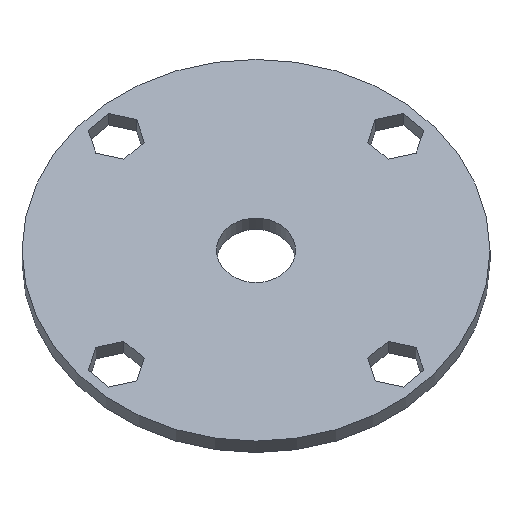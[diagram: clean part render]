
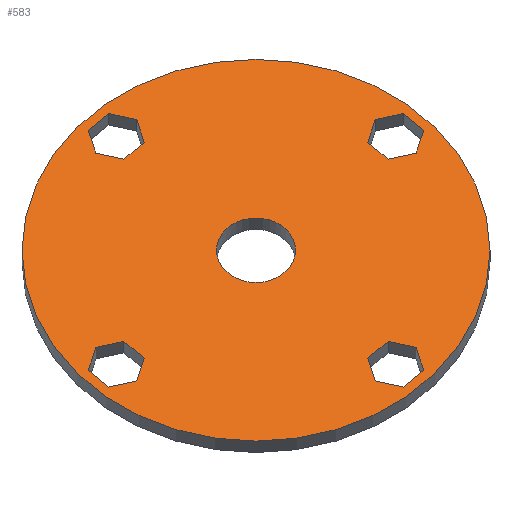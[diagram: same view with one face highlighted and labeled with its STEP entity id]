
A CAD part, top view. The second image highlights one B-rep face of the part: STEP entity #583.
In plain terms, the highlighted planar face has unit normal (0, 0.577, 0.817).
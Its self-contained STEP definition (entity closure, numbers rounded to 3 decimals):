
#15=FACE_BOUND('',#86,.T.);
#16=FACE_BOUND('',#87,.T.);
#17=FACE_BOUND('',#88,.T.);
#18=FACE_BOUND('',#89,.T.);
#19=FACE_BOUND('',#90,.T.);
#25=CIRCLE('',#606,3.);
#27=CIRCLE('',#627,17.763);
#57=FACE_OUTER_BOUND('',#85,.T.);
#85=EDGE_LOOP('',(#479));
#86=EDGE_LOOP('',(#480,#481,#482,#483,#484,#485));
#87=EDGE_LOOP('',(#486,#487,#488,#489,#490,#491));
#88=EDGE_LOOP('',(#492,#493,#494,#495,#496,#497));
#89=EDGE_LOOP('',(#498));
#90=EDGE_LOOP('',(#499,#500,#501,#502,#503,#504));
#99=LINE('',#779,#173);
#102=LINE('',#785,#176);
#105=LINE('',#791,#179);
#108=LINE('',#797,#182);
#111=LINE('',#803,#185);
#114=LINE('',#807,#188);
#118=LINE('',#821,#192);
#121=LINE('',#827,#195);
#124=LINE('',#833,#198);
#127=LINE('',#839,#201);
#130=LINE('',#845,#204);
#133=LINE('',#849,#207);
#136=LINE('',#857,#210);
#139=LINE('',#863,#213);
#142=LINE('',#869,#216);
#145=LINE('',#875,#219);
#148=LINE('',#881,#222);
#151=LINE('',#885,#225);
#154=LINE('',#893,#228);
#157=LINE('',#899,#231);
#160=LINE('',#905,#234);
#163=LINE('',#911,#237);
#166=LINE('',#917,#240);
#169=LINE('',#921,#243);
#173=VECTOR('',#637,10.);
#176=VECTOR('',#642,10.);
#179=VECTOR('',#647,10.);
#182=VECTOR('',#652,10.);
#185=VECTOR('',#657,10.);
#188=VECTOR('',#662,10.);
#192=VECTOR('',#674,10.);
#195=VECTOR('',#679,10.);
#198=VECTOR('',#684,10.);
#201=VECTOR('',#689,10.);
#204=VECTOR('',#694,10.);
#207=VECTOR('',#699,10.);
#210=VECTOR('',#704,10.);
#213=VECTOR('',#709,10.);
#216=VECTOR('',#714,10.);
#219=VECTOR('',#719,10.);
#222=VECTOR('',#724,10.);
#225=VECTOR('',#729,10.);
#228=VECTOR('',#734,10.);
#231=VECTOR('',#739,10.);
#234=VECTOR('',#744,10.);
#237=VECTOR('',#749,10.);
#240=VECTOR('',#754,10.);
#243=VECTOR('',#759,10.);
#247=VERTEX_POINT('',#776);
#248=VERTEX_POINT('',#778);
#250=VERTEX_POINT('',#784);
#252=VERTEX_POINT('',#790);
#254=VERTEX_POINT('',#796);
#256=VERTEX_POINT('',#802);
#257=VERTEX_POINT('',#809);
#261=VERTEX_POINT('',#818);
#262=VERTEX_POINT('',#820);
#264=VERTEX_POINT('',#826);
#266=VERTEX_POINT('',#832);
#268=VERTEX_POINT('',#838);
#270=VERTEX_POINT('',#844);
#273=VERTEX_POINT('',#854);
#274=VERTEX_POINT('',#856);
#276=VERTEX_POINT('',#862);
#278=VERTEX_POINT('',#868);
#280=VERTEX_POINT('',#874);
#282=VERTEX_POINT('',#880);
#285=VERTEX_POINT('',#890);
#286=VERTEX_POINT('',#892);
#288=VERTEX_POINT('',#898);
#290=VERTEX_POINT('',#904);
#292=VERTEX_POINT('',#910);
#294=VERTEX_POINT('',#916);
#295=VERTEX_POINT('',#923);
#299=EDGE_CURVE('',#248,#247,#99,.T.);
#302=EDGE_CURVE('',#250,#248,#102,.T.);
#305=EDGE_CURVE('',#252,#250,#105,.T.);
#308=EDGE_CURVE('',#254,#252,#108,.T.);
#311=EDGE_CURVE('',#256,#254,#111,.T.);
#314=EDGE_CURVE('',#247,#256,#114,.T.);
#315=EDGE_CURVE('',#257,#257,#25,.T.);
#320=EDGE_CURVE('',#262,#261,#118,.T.);
#323=EDGE_CURVE('',#264,#262,#121,.T.);
#326=EDGE_CURVE('',#266,#264,#124,.T.);
#329=EDGE_CURVE('',#268,#266,#127,.T.);
#332=EDGE_CURVE('',#270,#268,#130,.T.);
#335=EDGE_CURVE('',#261,#270,#133,.T.);
#338=EDGE_CURVE('',#274,#273,#136,.T.);
#341=EDGE_CURVE('',#276,#274,#139,.T.);
#344=EDGE_CURVE('',#278,#276,#142,.T.);
#347=EDGE_CURVE('',#280,#278,#145,.T.);
#350=EDGE_CURVE('',#282,#280,#148,.T.);
#353=EDGE_CURVE('',#273,#282,#151,.T.);
#356=EDGE_CURVE('',#286,#285,#154,.T.);
#359=EDGE_CURVE('',#288,#286,#157,.T.);
#362=EDGE_CURVE('',#290,#288,#160,.T.);
#365=EDGE_CURVE('',#292,#290,#163,.T.);
#368=EDGE_CURVE('',#294,#292,#166,.T.);
#371=EDGE_CURVE('',#285,#294,#169,.T.);
#372=EDGE_CURVE('',#295,#295,#27,.T.);
#479=ORIENTED_EDGE('',*,*,#372,.T.);
#480=ORIENTED_EDGE('',*,*,#371,.T.);
#481=ORIENTED_EDGE('',*,*,#368,.T.);
#482=ORIENTED_EDGE('',*,*,#365,.T.);
#483=ORIENTED_EDGE('',*,*,#362,.T.);
#484=ORIENTED_EDGE('',*,*,#359,.T.);
#485=ORIENTED_EDGE('',*,*,#356,.T.);
#486=ORIENTED_EDGE('',*,*,#353,.T.);
#487=ORIENTED_EDGE('',*,*,#350,.T.);
#488=ORIENTED_EDGE('',*,*,#347,.T.);
#489=ORIENTED_EDGE('',*,*,#344,.T.);
#490=ORIENTED_EDGE('',*,*,#341,.T.);
#491=ORIENTED_EDGE('',*,*,#338,.T.);
#492=ORIENTED_EDGE('',*,*,#335,.T.);
#493=ORIENTED_EDGE('',*,*,#332,.T.);
#494=ORIENTED_EDGE('',*,*,#329,.T.);
#495=ORIENTED_EDGE('',*,*,#326,.T.);
#496=ORIENTED_EDGE('',*,*,#323,.T.);
#497=ORIENTED_EDGE('',*,*,#320,.T.);
#498=ORIENTED_EDGE('',*,*,#315,.T.);
#499=ORIENTED_EDGE('',*,*,#314,.T.);
#500=ORIENTED_EDGE('',*,*,#311,.T.);
#501=ORIENTED_EDGE('',*,*,#308,.T.);
#502=ORIENTED_EDGE('',*,*,#305,.T.);
#503=ORIENTED_EDGE('',*,*,#302,.T.);
#504=ORIENTED_EDGE('',*,*,#299,.T.);
#555=PLANE('',#629);
#583=ADVANCED_FACE('',(#57,#15,#16,#17,#18,#19),#555,.T.);
#606=AXIS2_PLACEMENT_3D('',#810,#665,#666);
#627=AXIS2_PLACEMENT_3D('',#924,#762,#763);
#629=AXIS2_PLACEMENT_3D('',#928,#767,#768);
#637=DIRECTION('',(0.261,-0.788,0.557));
#642=DIRECTION('',(0.967,-0.209,0.148));
#647=DIRECTION('',(0.705,0.579,-0.409));
#652=DIRECTION('',(-0.261,0.788,-0.557));
#657=DIRECTION('',(-0.967,0.209,-0.148));
#662=DIRECTION('',(-0.705,-0.579,0.409));
#665=DIRECTION('center_axis',(0.,-0.577,
-0.817));
#666=DIRECTION('ref_axis',(1.,0.,0.));
#674=DIRECTION('',(0.705,-0.579,0.409));
#679=DIRECTION('',(0.967,0.209,-0.148));
#684=DIRECTION('',(0.261,0.788,-0.557));
#689=DIRECTION('',(-0.705,0.579,-0.409));
#694=DIRECTION('',(-0.967,-0.209,0.148));
#699=DIRECTION('',(-0.261,-0.788,0.557));
#704=DIRECTION('',(0.261,0.788,-0.557));
#709=DIRECTION('',(-0.705,0.579,-0.409));
#714=DIRECTION('',(-0.967,-0.209,0.148));
#719=DIRECTION('',(-0.261,-0.788,0.557));
#724=DIRECTION('',(0.705,-0.579,0.409));
#729=DIRECTION('',(0.967,0.209,-0.148));
#734=DIRECTION('',(-0.967,0.209,-0.148));
#739=DIRECTION('',(-0.705,-0.579,0.409));
#744=DIRECTION('',(0.261,-0.788,0.557));
#749=DIRECTION('',(0.967,-0.209,0.148));
#754=DIRECTION('',(0.705,0.579,-0.409));
#759=DIRECTION('',(-0.261,0.788,-0.557));
#762=DIRECTION('center_axis',(0.,0.577,0.817));
#763=DIRECTION('ref_axis',(1.,0.,0.));
#767=DIRECTION('center_axis',(0.,0.577,0.817));
#768=DIRECTION('ref_axis',(1.,0.,0.));
#776=CARTESIAN_POINT('',(12.289,35.229,-3.711));
#778=CARTESIAN_POINT('',(11.714,36.964,-4.937));
#779=CARTESIAN_POINT('',(11.714,36.964,-4.937));
#784=CARTESIAN_POINT('',(9.588,37.424,-5.263));
#785=CARTESIAN_POINT('',(9.588,37.424,-5.263));
#790=CARTESIAN_POINT('',(8.036,36.151,-4.362));
#791=CARTESIAN_POINT('',(8.036,36.151,-4.362));
#796=CARTESIAN_POINT('',(8.61,34.417,-3.136));
#797=CARTESIAN_POINT('',(8.61,34.417,-3.136));
#802=CARTESIAN_POINT('',(10.737,33.956,-2.811));
#803=CARTESIAN_POINT('',(10.737,33.956,-2.811));
#807=CARTESIAN_POINT('',(12.289,35.229,-3.711));
#809=CARTESIAN_POINT('',(17.769,27.03,2.086));
#810=CARTESIAN_POINT('Origin',(20.769,27.03,2.086));
#818=CARTESIAN_POINT('',(33.502,36.151,-4.362));
#820=CARTESIAN_POINT('',(31.95,37.424,-5.263));
#821=CARTESIAN_POINT('',(33.502,36.151,-4.362));
#826=CARTESIAN_POINT('',(29.823,36.964,-4.937));
#827=CARTESIAN_POINT('',(31.95,37.424,-5.263));
#832=CARTESIAN_POINT('',(29.249,35.229,-3.711));
#833=CARTESIAN_POINT('',(29.823,36.964,-4.937));
#838=CARTESIAN_POINT('',(30.801,33.956,-2.811));
#839=CARTESIAN_POINT('',(29.249,35.229,-3.711));
#844=CARTESIAN_POINT('',(32.927,34.417,-3.136));
#845=CARTESIAN_POINT('',(30.801,33.956,-2.811));
#849=CARTESIAN_POINT('',(32.927,34.417,-3.136));
#854=CARTESIAN_POINT('',(8.61,19.642,7.309));
#856=CARTESIAN_POINT('',(8.036,17.908,8.535));
#857=CARTESIAN_POINT('',(8.61,19.642,7.309));
#862=CARTESIAN_POINT('',(9.588,16.635,9.435));
#863=CARTESIAN_POINT('',(8.036,17.908,8.535));
#868=CARTESIAN_POINT('',(11.714,17.096,9.11));
#869=CARTESIAN_POINT('',(9.588,16.635,9.435));
#874=CARTESIAN_POINT('',(12.289,18.83,7.884));
#875=CARTESIAN_POINT('',(11.714,17.096,9.11));
#880=CARTESIAN_POINT('',(10.737,20.103,6.983));
#881=CARTESIAN_POINT('',(12.289,18.83,7.884));
#885=CARTESIAN_POINT('',(10.737,20.103,6.983));
#890=CARTESIAN_POINT('',(29.823,17.096,9.11));
#892=CARTESIAN_POINT('',(31.95,16.635,9.435));
#893=CARTESIAN_POINT('',(31.95,16.635,9.435));
#898=CARTESIAN_POINT('',(33.502,17.908,8.535));
#899=CARTESIAN_POINT('',(33.502,17.908,8.535));
#904=CARTESIAN_POINT('',(32.927,19.642,7.309));
#905=CARTESIAN_POINT('',(32.927,19.642,7.309));
#910=CARTESIAN_POINT('',(30.801,20.103,6.983));
#911=CARTESIAN_POINT('',(30.801,20.103,6.983));
#916=CARTESIAN_POINT('',(29.249,18.83,7.884));
#917=CARTESIAN_POINT('',(29.249,18.83,7.884));
#921=CARTESIAN_POINT('',(29.823,17.096,9.11));
#923=CARTESIAN_POINT('',(3.005,27.03,2.086));
#924=CARTESIAN_POINT('Origin',(20.769,27.03,2.086));
#928=CARTESIAN_POINT('Origin',(20.769,27.03,2.086));
